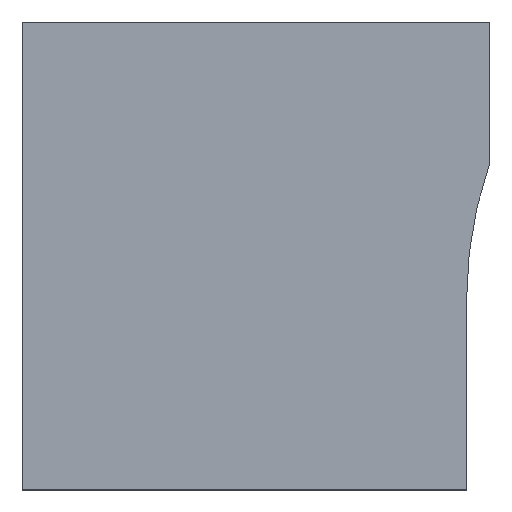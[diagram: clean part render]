
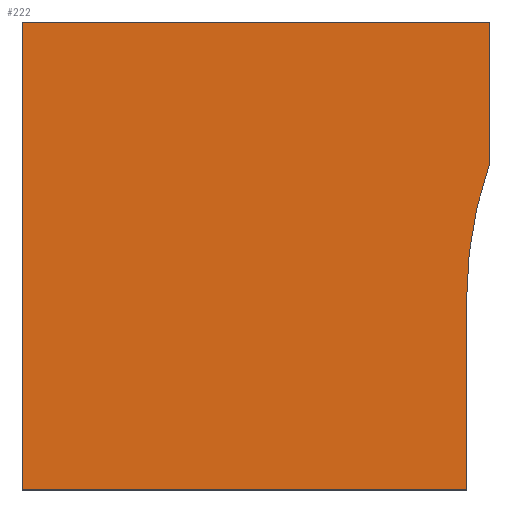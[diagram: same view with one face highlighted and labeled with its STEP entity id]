
A CAD part, top view. The second image highlights one B-rep face of the part: STEP entity #222.
In plain terms, the highlighted planar face has unit normal (0, 0, 1).
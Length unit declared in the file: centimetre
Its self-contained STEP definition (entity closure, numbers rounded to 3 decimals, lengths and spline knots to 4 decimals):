
#19=FACE_OUTER_BOUND($,#31,.T.);
#31=EDGE_LOOP($,(#173,#174,#175,#176,#177,#178));
#38=CIRCLE($,#238,1.33);
#48=LINE($,#327,#76);
#56=LINE($,#345,#84);
#57=LINE($,#347,#85);
#58=LINE($,#349,#86);
#59=LINE($,#350,#87);
#76=VECTOR($,#264,0.6097);
#84=VECTOR($,#282,0.45);
#85=VECTOR($,#283,1.5);
#86=VECTOR($,#284,1.5);
#87=VECTOR($,#285,1.425);
#103=VERTEX_POINT($,#324);
#104=VERTEX_POINT($,#326);
#108=VERTEX_POINT($,#340);
#109=VERTEX_POINT($,#344);
#110=VERTEX_POINT($,#346);
#111=VERTEX_POINT($,#348);
#125=EDGE_CURVE($,#104,#103,#48,.T.);
#133=EDGE_CURVE($,#103,#108,#38,.F.);
#134=EDGE_CURVE($,#108,#109,#56,.T.);
#135=EDGE_CURVE($,#109,#110,#57,.T.);
#136=EDGE_CURVE($,#110,#111,#58,.T.);
#137=EDGE_CURVE($,#111,#104,#59,.T.);
#173=ORIENTED_EDGE($,*,*,#134,.T.);
#174=ORIENTED_EDGE($,*,*,#135,.T.);
#175=ORIENTED_EDGE($,*,*,#136,.T.);
#176=ORIENTED_EDGE($,*,*,#137,.T.);
#177=ORIENTED_EDGE($,*,*,#125,.T.);
#178=ORIENTED_EDGE($,*,*,#133,.T.);
#210=PLANE($,#239);
#222=ADVANCED_FACE($,(#19),#210,.T.);
#238=AXIS2_PLACEMENT_3D($,#342,#278,#279);
#239=AXIS2_PLACEMENT_3D($,#343,#280,#281);
#264=DIRECTION($,(0.,1.,0.));
#278=DIRECTION('center_axis',(0.,0.,1.));
#279=DIRECTION('ref_axis',(-0.944,0.331,0.));
#280=DIRECTION('center_axis',(0.,0.,1.));
#281=DIRECTION('ref_axis',(1.,0.,0.));
#282=DIRECTION($,(0.,1.,0.));
#283=DIRECTION($,(-1.,0.,0.));
#284=DIRECTION($,(0.,-1.,0.));
#285=DIRECTION($,(1.,0.,0.));
#324=CARTESIAN_POINT('',(0.675,-0.1403,0.12));
#326=CARTESIAN_POINT('',(0.675,-0.75,0.12));
#327=CARTESIAN_POINT($,(0.675,-0.85,0.12));
#340=CARTESIAN_POINT('',(0.75,0.3,0.12));
#342=CARTESIAN_POINT('Origin',(2.005,-0.1403,0.12));
#343=CARTESIAN_POINT('Origin',(0.,0.,0.12));
#344=CARTESIAN_POINT('',(0.75,0.75,0.12));
#345=CARTESIAN_POINT($,(0.75,0.,0.12));
#346=CARTESIAN_POINT('',(-0.75,0.75,0.12));
#347=CARTESIAN_POINT($,(0.,0.75,0.12));
#348=CARTESIAN_POINT('',(-0.75,-0.75,0.12));
#349=CARTESIAN_POINT($,(-0.75,0.,0.12));
#350=CARTESIAN_POINT($,(0.,-0.75,0.12));
